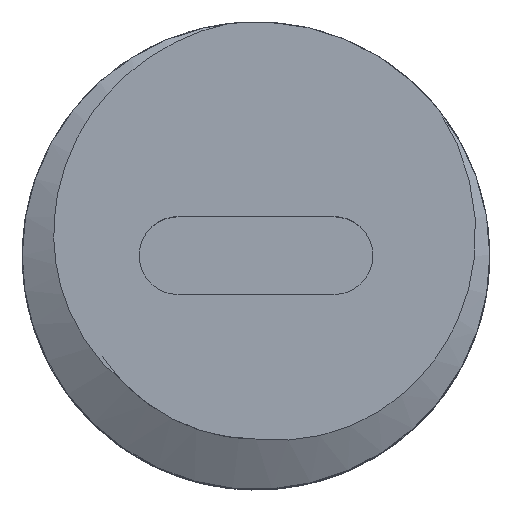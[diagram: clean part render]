
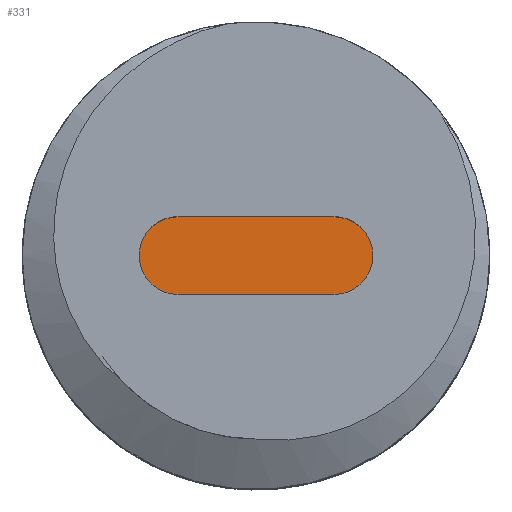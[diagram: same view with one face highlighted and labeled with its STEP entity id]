
A CAD part, top view. The second image highlights one B-rep face of the part: STEP entity #331.
In plain terms, the highlighted planar face has unit normal (0, 0, 1).
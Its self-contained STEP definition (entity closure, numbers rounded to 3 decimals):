
#24=PLANE('',#376);
#39=FACE_OUTER_BOUND('',#58,.T.);
#58=EDGE_LOOP('',(#259,#260,#261,#262));
#69=CIRCLE('',#371,0.5);
#71=CIRCLE('',#375,0.5);
#106=LINE('',#1992,#122);
#111=LINE('',#2005,#127);
#122=VECTOR('',#417,10.);
#127=VECTOR('',#430,10.);
#149=VERTEX_POINT('',#1989);
#150=VERTEX_POINT('',#1991);
#152=VERTEX_POINT('',#1997);
#154=VERTEX_POINT('',#2003);
#189=EDGE_CURVE('',#149,#150,#106,.T.);
#193=EDGE_CURVE('',#152,#149,#69,.T.);
#196=EDGE_CURVE('',#154,#152,#111,.T.);
#198=EDGE_CURVE('',#150,#154,#71,.T.);
#259=ORIENTED_EDGE('',*,*,#198,.F.);
#260=ORIENTED_EDGE('',*,*,#189,.F.);
#261=ORIENTED_EDGE('',*,*,#193,.F.);
#262=ORIENTED_EDGE('',*,*,#196,.F.);
#331=ADVANCED_FACE('',(#39),#24,.T.);
#371=AXIS2_PLACEMENT_3D('',#1999,#424,#425);
#375=AXIS2_PLACEMENT_3D('',#2008,#435,#436);
#376=AXIS2_PLACEMENT_3D('',#2009,#437,#438);
#417=DIRECTION('',(1.,0.,0.));
#424=DIRECTION('center_axis',(0.,0.,-1.));
#425=DIRECTION('ref_axis',(0.,1.,0.));
#430=DIRECTION('',(-1.,0.,0.));
#435=DIRECTION('center_axis',(0.,0.,-1.));
#436=DIRECTION('ref_axis',(0.,-1.,0.));
#437=DIRECTION('center_axis',(0.,0.,1.));
#438=DIRECTION('ref_axis',(1.,0.,0.));
#1989=CARTESIAN_POINT('',(-1.,0.5,-2.));
#1991=CARTESIAN_POINT('',(1.,0.5,-2.));
#1992=CARTESIAN_POINT('',(1.,0.5,-2.));
#1997=CARTESIAN_POINT('',(-1.,-0.5,-2.));
#1999=CARTESIAN_POINT('Origin',(-1.,0.,-2.));
#2003=CARTESIAN_POINT('',(1.,-0.5,-2.));
#2005=CARTESIAN_POINT('',(-1.,-0.5,-2.));
#2008=CARTESIAN_POINT('Origin',(1.,0.,-2.));
#2009=CARTESIAN_POINT('Origin',(0.,0.,-2.));
